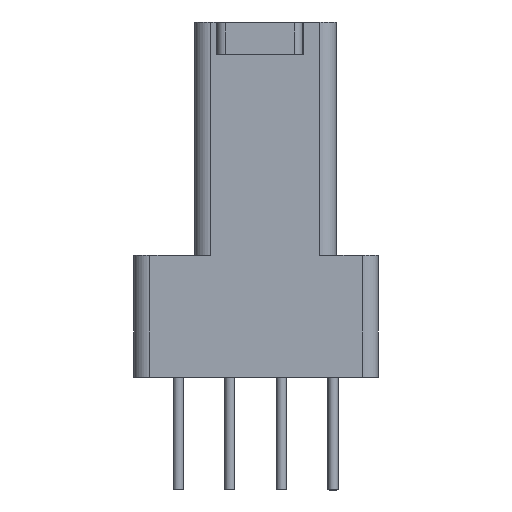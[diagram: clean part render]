
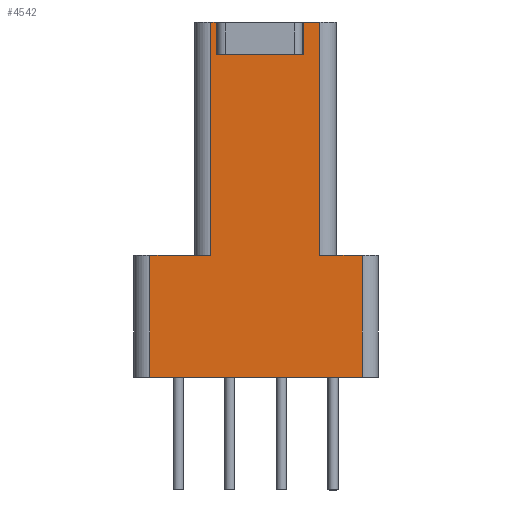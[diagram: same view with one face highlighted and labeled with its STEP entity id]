
A CAD part, left-side view. The second image highlights one B-rep face of the part: STEP entity #4542.
In plain terms, the highlighted planar face has unit normal (-1, 0, 0).
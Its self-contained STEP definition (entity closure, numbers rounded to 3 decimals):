
#1372 = EDGE_LOOP ( 'NONE', ( #51818, #6313, #16016, #23812, #51590, #31156, #3953, #18070, #39366, #56600, #18493, #45061 ) ) ;
#1441 = FACE_OUTER_BOUND ( 'NONE', #1372, .T. ) ;
#1875 = EDGE_CURVE ( 'NONE', #29857, #46374, #50565, .T. ) ;
#2673 = DIRECTION ( 'NONE',  ( 0., 0., 1. ) ) ;
#3225 = VECTOR ( 'NONE', #43402, 1000. ) ;
#3697 = EDGE_CURVE ( 'NONE', #11311, #7876, #22538, .T. ) ;
#3953 = ORIENTED_EDGE ( 'NONE', *, *, #58222, .F. ) ;
#4542 = ADVANCED_FACE ( 'NONE', ( #1441 ), #19807, .F. ) ;
#5053 = DIRECTION ( 'NONE',  ( 0., 0., -1. ) ) ;
#6135 = EDGE_CURVE ( 'NONE', #6243, #49495, #40476, .T. ) ;
#6243 = VERTEX_POINT ( 'NONE', #27856 ) ;
#6313 = ORIENTED_EDGE ( 'NONE', *, *, #50967, .T. ) ;
#6389 = VERTEX_POINT ( 'NONE', #10663 ) ;
#7876 = VERTEX_POINT ( 'NONE', #35837 ) ;
#8288 = EDGE_CURVE ( 'NONE', #33982, #30116, #17953, .T. ) ;
#8332 = DIRECTION ( 'NONE',  ( 0., -1., 0. ) ) ;
#9694 = CARTESIAN_POINT ( 'NONE',  ( -13.705, -0.93, 4.94 ) ) ;
#10663 = CARTESIAN_POINT ( 'NONE',  ( -13.705, 2.84, -3. ) ) ;
#10742 = VECTOR ( 'NONE', #27912, 1000. ) ;
#11303 = VECTOR ( 'NONE', #13126, 1000. ) ;
#11311 = VERTEX_POINT ( 'NONE', #36616 ) ;
#12228 = CARTESIAN_POINT ( 'NONE',  ( -13.705, 1.21, 4.94 ) ) ;
#13126 = DIRECTION ( 'NONE',  ( 0., 1., 0. ) ) ;
#14755 = CARTESIAN_POINT ( 'NONE',  ( -13.705, -0.93, 5.74 ) ) ;
#15561 = DIRECTION ( 'NONE',  ( 1., 0., 0. ) ) ;
#16016 = ORIENTED_EDGE ( 'NONE', *, *, #8288, .F. ) ;
#16321 = LINE ( 'NONE', #38607, #3225 ) ;
#17953 = LINE ( 'NONE', #45025, #22241 ) ;
#18070 = ORIENTED_EDGE ( 'NONE', *, *, #39203, .T. ) ;
#18493 = ORIENTED_EDGE ( 'NONE', *, *, #31150, .F. ) ;
#18569 = LINE ( 'NONE', #37226, #10742 ) ;
#18674 = CARTESIAN_POINT ( 'NONE',  ( -13.705, 2.84, 0. ) ) ;
#19807 = PLANE ( 'NONE',  #35938 ) ;
#20697 = CARTESIAN_POINT ( 'NONE',  ( -13.705, -1.34, 5.74 ) ) ;
#20788 = EDGE_CURVE ( 'NONE', #33982, #6243, #25277, .T. ) ;
#21049 = CARTESIAN_POINT ( 'NONE',  ( -13.705, 1.34, 5.74 ) ) ;
#21317 = CARTESIAN_POINT ( 'NONE',  ( -13.705, -2.38, -3. ) ) ;
#21549 = DIRECTION ( 'NONE',  ( 0., 0., 1. ) ) ;
#21637 = VECTOR ( 'NONE', #39055, 1000. ) ;
#21843 = LINE ( 'NONE', #12228, #56069 ) ;
#22241 = VECTOR ( 'NONE', #8332, 1000. ) ;
#22538 = LINE ( 'NONE', #36385, #57028 ) ;
#23812 = ORIENTED_EDGE ( 'NONE', *, *, #20788, .T. ) ;
#24984 = DIRECTION ( 'NONE',  ( 0., 0., -1. ) ) ;
#25277 = LINE ( 'NONE', #21049, #32090 ) ;
#25523 = VECTOR ( 'NONE', #2673, 1000. ) ;
#26809 = DIRECTION ( 'NONE',  ( 0., 1., 0. ) ) ;
#27856 = CARTESIAN_POINT ( 'NONE',  ( -13.705, 1.34, 0. ) ) ;
#27912 = DIRECTION ( 'NONE',  ( 0., 1., 0. ) ) ;
#28448 = CARTESIAN_POINT ( 'NONE',  ( -13.705, -2.38, -3. ) ) ;
#29857 = VERTEX_POINT ( 'NONE', #56188 ) ;
#30116 = VERTEX_POINT ( 'NONE', #38992 ) ;
#30244 = VECTOR ( 'NONE', #26809, 1000. ) ;
#30738 = DIRECTION ( 'NONE',  ( 0., -1., 0. ) ) ;
#31150 = EDGE_CURVE ( 'NONE', #53055, #57436, #35250, .T. ) ;
#31156 = ORIENTED_EDGE ( 'NONE', *, *, #36480, .F. ) ;
#32090 = VECTOR ( 'NONE', #24984, 1000. ) ;
#32271 = DIRECTION ( 'NONE',  ( 0., 0., 1. ) ) ;
#33982 = VERTEX_POINT ( 'NONE', #40843 ) ;
#34859 = LINE ( 'NONE', #21317, #25523 ) ;
#35250 = LINE ( 'NONE', #53607, #48072 ) ;
#35666 = CARTESIAN_POINT ( 'NONE',  ( -13.705, 2.84, 0. ) ) ;
#35837 = CARTESIAN_POINT ( 'NONE',  ( -13.705, -0.93, 4.94 ) ) ;
#35938 = AXIS2_PLACEMENT_3D ( 'NONE', #38148, #15561, #5053 ) ;
#36199 = LINE ( 'NONE', #9694, #36711 ) ;
#36385 = CARTESIAN_POINT ( 'NONE',  ( -13.705, 1.21, 4.94 ) ) ;
#36480 = EDGE_CURVE ( 'NONE', #6389, #49495, #16321, .T. ) ;
#36616 = CARTESIAN_POINT ( 'NONE',  ( -13.705, 1.21, 4.94 ) ) ;
#36711 = VECTOR ( 'NONE', #32271, 1000. ) ;
#37226 = CARTESIAN_POINT ( 'NONE',  ( -13.705, 2.84, -3. ) ) ;
#38148 = CARTESIAN_POINT ( 'NONE',  ( -13.705, 1.74, 5.74 ) ) ;
#38462 = LINE ( 'NONE', #20697, #21637 ) ;
#38607 = CARTESIAN_POINT ( 'NONE',  ( -13.705, 2.84, -3. ) ) ;
#38992 = CARTESIAN_POINT ( 'NONE',  ( -13.705, 1.21, 5.74 ) ) ;
#39055 = DIRECTION ( 'NONE',  ( 0., 0., 1. ) ) ;
#39203 = EDGE_CURVE ( 'NONE', #46073, #29857, #34859, .T. ) ;
#39366 = ORIENTED_EDGE ( 'NONE', *, *, #1875, .T. ) ;
#40476 = LINE ( 'NONE', #35666, #11303 ) ;
#40843 = CARTESIAN_POINT ( 'NONE',  ( -13.705, 1.34, 5.74 ) ) ;
#40897 = DIRECTION ( 'NONE',  ( 0., -1., 0. ) ) ;
#43402 = DIRECTION ( 'NONE',  ( 0., 0., 1. ) ) ;
#45025 = CARTESIAN_POINT ( 'NONE',  ( -13.705, 1.74, 5.74 ) ) ;
#45061 = ORIENTED_EDGE ( 'NONE', *, *, #46361, .F. ) ;
#46073 = VERTEX_POINT ( 'NONE', #28448 ) ;
#46361 = EDGE_CURVE ( 'NONE', #7876, #53055, #36199, .T. ) ;
#46374 = VERTEX_POINT ( 'NONE', #50622 ) ;
#48072 = VECTOR ( 'NONE', #30738, 1000. ) ;
#49495 = VERTEX_POINT ( 'NONE', #53573 ) ;
#50565 = LINE ( 'NONE', #18674, #30244 ) ;
#50622 = CARTESIAN_POINT ( 'NONE',  ( -13.705, -1.34, 0. ) ) ;
#50967 = EDGE_CURVE ( 'NONE', #11311, #30116, #21843, .T. ) ;
#51590 = ORIENTED_EDGE ( 'NONE', *, *, #6135, .T. ) ;
#51818 = ORIENTED_EDGE ( 'NONE', *, *, #3697, .F. ) ;
#53055 = VERTEX_POINT ( 'NONE', #14755 ) ;
#53573 = CARTESIAN_POINT ( 'NONE',  ( -13.705, 2.84, 0. ) ) ;
#53607 = CARTESIAN_POINT ( 'NONE',  ( -13.705, 1.74, 5.74 ) ) ;
#56069 = VECTOR ( 'NONE', #21549, 1000. ) ;
#56188 = CARTESIAN_POINT ( 'NONE',  ( -13.705, -2.38, 0. ) ) ;
#56600 = ORIENTED_EDGE ( 'NONE', *, *, #57224, .T. ) ;
#56758 = CARTESIAN_POINT ( 'NONE',  ( -13.705, -1.34, 5.74 ) ) ;
#57028 = VECTOR ( 'NONE', #40897, 1000. ) ;
#57224 = EDGE_CURVE ( 'NONE', #46374, #57436, #38462, .T. ) ;
#57436 = VERTEX_POINT ( 'NONE', #56758 ) ;
#58222 = EDGE_CURVE ( 'NONE', #46073, #6389, #18569, .T. ) ;
